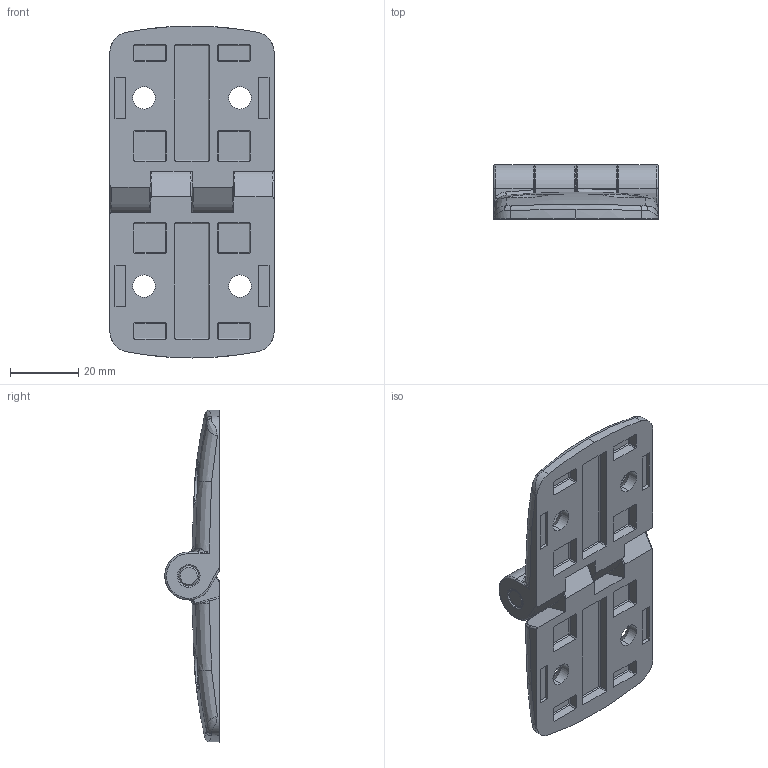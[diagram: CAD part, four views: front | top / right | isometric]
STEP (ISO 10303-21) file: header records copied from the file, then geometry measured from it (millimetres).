
FILE_DESCRIPTION (( 'STEP AP214' ), '1' );
FILE_NAME ('6221776', '2019-01-28T17:01:35', ( '' ), ('JUGARD+KÜNSTNER GmbH'), 'SwSTEP 2.0', 'SolidWorks 2017', '' );
FILE_SCHEMA (( 'AUTOMOTIVE_DESIGN' ));
Length unit declared in the file: millimetre
Products named in the file (3): 6221776; Part2; Part1
Assembly tree (3 placements, depth 2):
  6221776
    Part2  x2
    Part1
Bounding box: 48 x 15.9 x 97 mm (x, y, z)
Volume: 27479.6 mm3; surface area: 15663.7 mm2
Topology: 3 solids, 3 shells, 317 faces, 848 edges, 542 vertices
Faces by surface type: plane 177, bspline 68, cylinder 60, cone 12
Entity records: 8342 total; most frequent: CARTESIAN_POINT 2605, ORIENTED_EDGE 864, DIRECTION 700, EDGE_CURVE 432, VERTEX_POINT 278, VECTOR 270, LINE 270, AXIS2_PLACEMENT_3D 215
